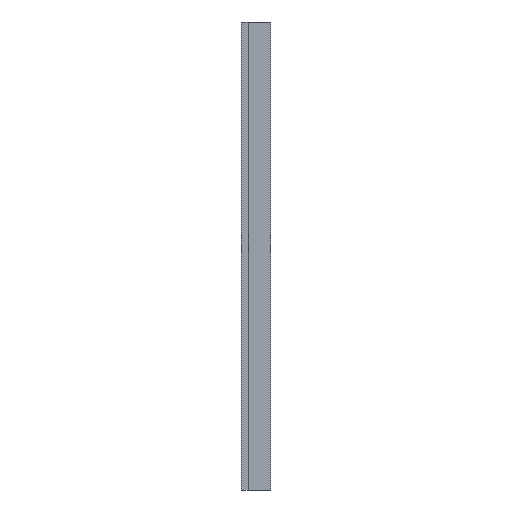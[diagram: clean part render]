
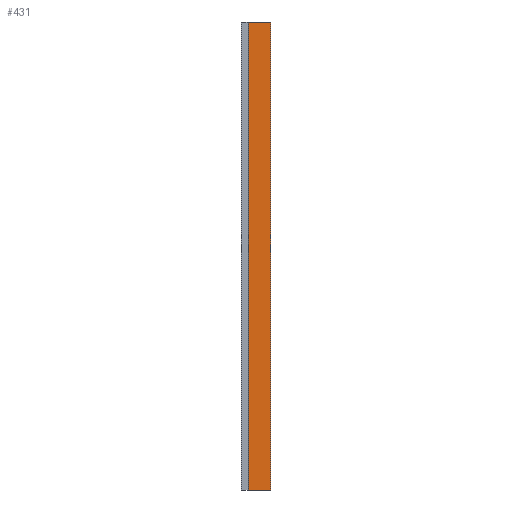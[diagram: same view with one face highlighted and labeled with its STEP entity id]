
A CAD part, left-side view. The second image highlights one B-rep face of the part: STEP entity #431.
In plain terms, the highlighted planar face has unit normal (-1, 0, 0).
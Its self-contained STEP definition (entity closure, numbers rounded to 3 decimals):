
#39=FACE_OUTER_BOUND('',#69,.T.);
#69=EDGE_LOOP('',(#305,#306,#307,#308));
#96=LINE('',#663,#144);
#97=LINE('',#666,#145);
#104=LINE('',#685,#152);
#110=LINE('',#696,#158);
#144=VECTOR('',#527,10.);
#145=VECTOR('',#530,10.);
#152=VECTOR('',#549,10.);
#158=VECTOR('',#559,10.);
#189=VERTEX_POINT('',#656);
#192=VERTEX_POINT('',#661);
#193=VERTEX_POINT('',#665);
#199=VERTEX_POINT('',#684);
#224=EDGE_CURVE('',#189,#192,#96,.T.);
#225=EDGE_CURVE('',#193,#189,#97,.T.);
#235=EDGE_CURVE('',#193,#199,#104,.T.);
#241=EDGE_CURVE('',#192,#199,#110,.T.);
#305=ORIENTED_EDGE('',*,*,#225,.T.);
#306=ORIENTED_EDGE('',*,*,#224,.T.);
#307=ORIENTED_EDGE('',*,*,#241,.T.);
#308=ORIENTED_EDGE('',*,*,#235,.F.);
#406=PLANE('',#487);
#431=ADVANCED_FACE('',(#39),#406,.T.);
#487=AXIS2_PLACEMENT_3D('',#695,#557,#558);
#527=DIRECTION('',(0.,-1.,0.));
#530=DIRECTION('',(0.,0.,-1.));
#549=DIRECTION('',(0.,-1.,0.));
#557=DIRECTION('center_axis',(-1.,0.,0.));
#558=DIRECTION('ref_axis',(0.,0.,1.));
#559=DIRECTION('',(0.,0.,1.));
#656=CARTESIAN_POINT('',(-38.8,-38.8,0.));
#661=CARTESIAN_POINT('',(-38.8,-152.65,0.));
#663=CARTESIAN_POINT('',(-38.8,151.709,0.));
#665=CARTESIAN_POINT('',(-38.8,-38.8,2400.));
#666=CARTESIAN_POINT('',(-38.8,-38.8,1200.));
#684=CARTESIAN_POINT('',(-38.8,-152.65,2400.));
#685=CARTESIAN_POINT('',(-38.8,151.709,2400.));
#695=CARTESIAN_POINT('Origin',(-38.8,-0.471,1200.));
#696=CARTESIAN_POINT('',(-38.8,-152.65,0.));
